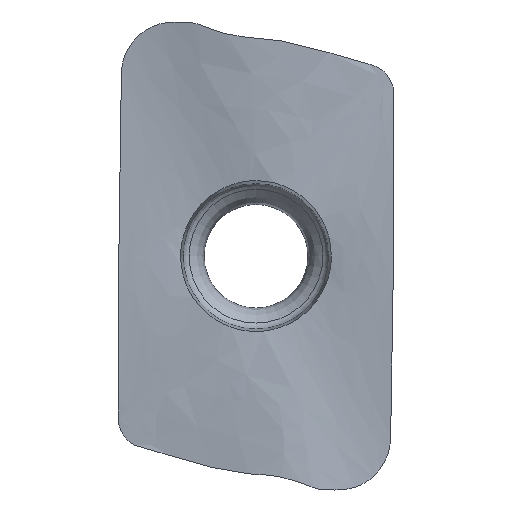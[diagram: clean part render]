
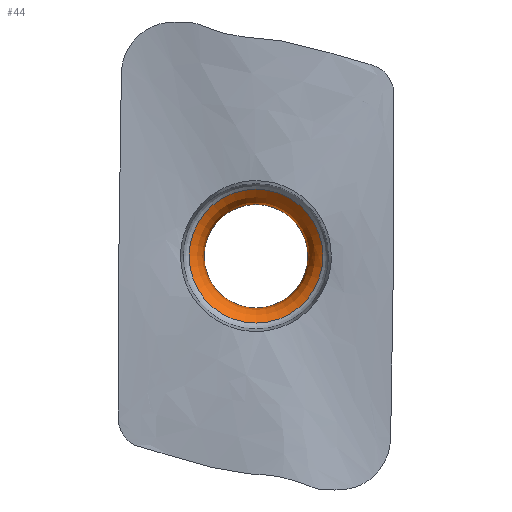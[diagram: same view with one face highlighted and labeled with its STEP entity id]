
A CAD part, top view. The second image highlights one B-rep face of the part: STEP entity #44.
In plain terms, the highlighted toroidal (fillet/blend) face has major radius 3.325 mm and minor radius 1.25 mm.
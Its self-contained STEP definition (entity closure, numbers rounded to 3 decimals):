
#40=TOROIDAL_SURFACE('',#154,3.325,1.25);
#44=ADVANCED_FACE('',(#55,#56),#40,.T.);
#55=FACE_BOUND('',#69,.T.);
#56=FACE_BOUND('',#70,.T.);
#69=EDGE_LOOP('',(#83));
#70=EDGE_LOOP('',(#84));
#83=ORIENTED_EDGE('',*,*,#98,.T.);
#84=ORIENTED_EDGE('',*,*,#101,.F.);
#91=VERTEX_POINT('',#303);
#94=VERTEX_POINT('',#310);
#98=EDGE_CURVE('',#91,#91,#105,.T.);
#101=EDGE_CURVE('',#94,#94,#108,.T.);
#105=CIRCLE('',#147,2.075);
#108=CIRCLE('',#151,2.68);
#147=AXIS2_PLACEMENT_3D('',#302,#164,#165);
#151=AXIS2_PLACEMENT_3D('',#309,#172,#173);
#154=AXIS2_PLACEMENT_3D('',#387,#178,#179);
#164=DIRECTION('',(0.,0.,-1.));
#165=DIRECTION('',(1.,0.,0.));
#172=DIRECTION('',(0.,0.,-1.));
#173=DIRECTION('',(1.,0.,0.));
#178=DIRECTION('',(0.,0.,1.));
#179=DIRECTION('',(1.,0.,0.));
#302=CARTESIAN_POINT('',(0.,0.,-4.145));
#303=CARTESIAN_POINT('',(2.075,0.,-4.145));
#309=CARTESIAN_POINT('',(0.,0.,-3.075));
#310=CARTESIAN_POINT('',(2.68,0.,-3.075));
#387=CARTESIAN_POINT('',(0.,0.,-4.145));
